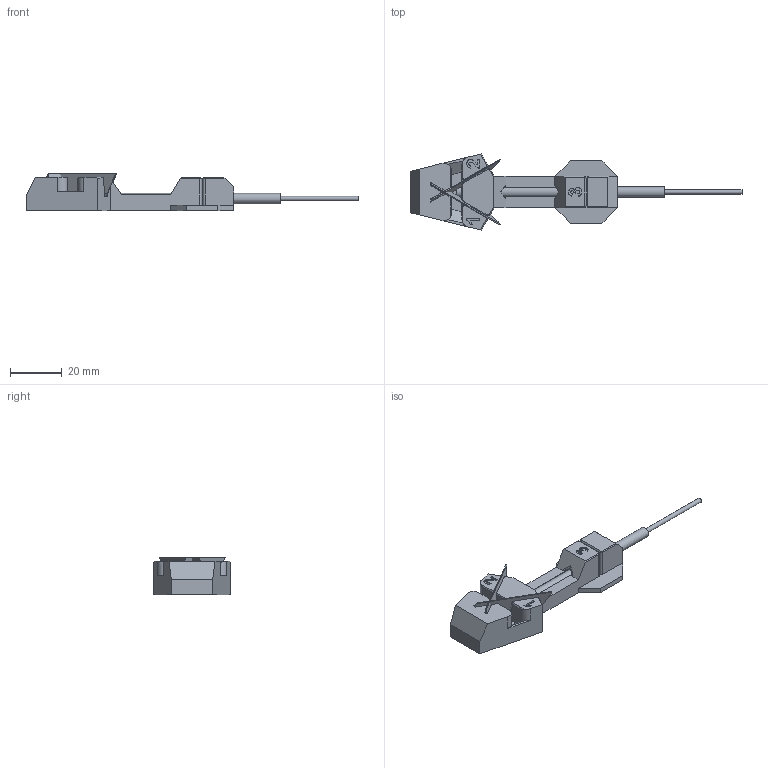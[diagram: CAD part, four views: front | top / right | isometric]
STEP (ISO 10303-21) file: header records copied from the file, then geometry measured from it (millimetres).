
FILE_DESCRIPTION(/* description */ (''),/* implementation_level */ '2;1');
FILE_NAME(/* name */ 'ptfe_cutter_50mm_60deg.step',/* time_stamp */ '2020-05-01T20:37:39+02:00',/* author */ (''),/* organization */ (''),/* preprocessor_version */ 'ST-DEVELOPER v18.1',/* originating_system */ 'Autodesk Translation Framework v9.2.0.1227',/* authorisation */ '');
FILE_SCHEMA (('AUTOMOTIVE_DESIGN { 1 0 10303 214 3 1 1 }'));
Length unit declared in the file: millimetre
Products named in the file (5): ptfe_cutter_50mm_60deg; tool; ptfe; filament; blade
Assembly tree (5 placements, depth 2):
  ptfe_cutter_50mm_60deg
    tool
    blade  x2
    ptfe
    filament
Bounding box: 128 x 29.32 x 14.33 mm (x, y, z)
Volume: 14089.4 mm3; surface area: 10486.3 mm2
Topology: 5 solids, 5 shells, 459 faces, 1246 edges, 808 vertices
Faces by surface type: bspline 217, plane 182, cylinder 48, torus 8, cone 4
Full cylindrical faces by diameter (mm): 1.75 x1, 2 x1, 4 x1
Entity records: 17211 total; most frequent: CARTESIAN_POINT 7076, ORIENTED_EDGE 2456, DIRECTION 1391, EDGE_CURVE 1228, VERTEX_POINT 796, LINE 681, VECTOR 681, EDGE_LOOP 470
